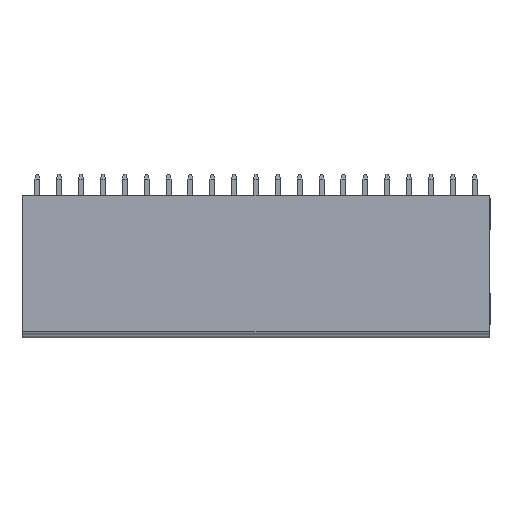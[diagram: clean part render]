
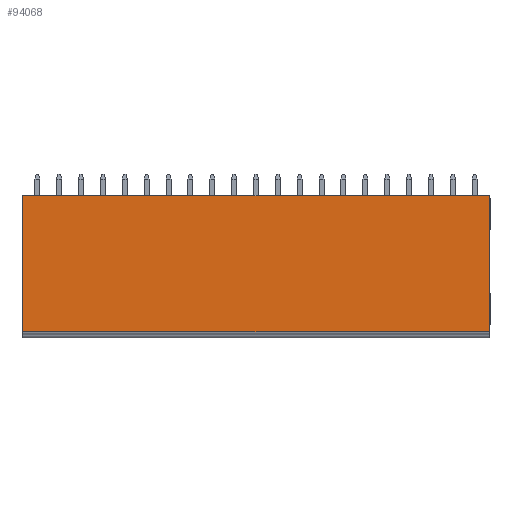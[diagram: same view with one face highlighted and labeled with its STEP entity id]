
A CAD part, top view. The second image highlights one B-rep face of the part: STEP entity #94068.
In plain terms, the highlighted planar face has unit normal (0, 0, 1).
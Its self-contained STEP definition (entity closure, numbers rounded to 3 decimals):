
#33617=DIRECTION('',(-1.,0.,0.));
#33618=VECTOR('',#33617,74.6);
#33619=CARTESIAN_POINT('',(-0.15,-10.3,9.2));
#33620=LINE('',#33619,#33618);
#33626=DIRECTION('',(0.,-1.,0.));
#33627=VECTOR('',#33626,21.7);
#33628=CARTESIAN_POINT('',(-74.75,11.4,9.2));
#33629=LINE('',#33628,#33627);
#33630=DIRECTION('',(-1.,0.,0.));
#33631=VECTOR('',#33630,74.6);
#33632=CARTESIAN_POINT('',(-0.15,11.4,9.2));
#33633=LINE('',#33632,#33631);
#33634=DIRECTION('',(0.,-1.,0.));
#33635=VECTOR('',#33634,21.7);
#33636=CARTESIAN_POINT('',(-0.15,11.4,9.2));
#33637=LINE('',#33636,#33635);
#40850=CARTESIAN_POINT('',(-0.15,11.4,9.2));
#40851=VERTEX_POINT('',#40850);
#40852=CARTESIAN_POINT('',(-0.15,-10.3,9.2));
#40853=VERTEX_POINT('',#40852);
#46470=CARTESIAN_POINT('',(-74.75,11.4,9.2));
#46471=VERTEX_POINT('',#46470);
#46472=CARTESIAN_POINT('',(-74.75,-10.3,9.2));
#46473=VERTEX_POINT('',#46472);
#94056=CARTESIAN_POINT('',(0.,11.4,9.2));
#94057=DIRECTION('',(0.,0.,1.));
#94058=DIRECTION('',(0.,-1.,0.));
#94059=AXIS2_PLACEMENT_3D('',#94056,#94057,#94058);
#94060=PLANE('',#94059);
#94061=ORIENTED_EDGE('',*,*,#70389,.F.);
#94063=ORIENTED_EDGE('',*,*,#94062,.F.);
#94064=ORIENTED_EDGE('',*,*,#93845,.T.);
#94065=ORIENTED_EDGE('',*,*,#94049,.T.);
#94066=EDGE_LOOP('',(#94061,#94063,#94064,#94065));
#94067=FACE_OUTER_BOUND('',#94066,.F.);
#94068=ADVANCED_FACE('',(#94067),#94060,.T.);
#70389=EDGE_CURVE('',#46471,#46473,#33629,.T.);
#93845=EDGE_CURVE('',#40851,#40853,#33637,.T.);
#94049=EDGE_CURVE('',#40853,#46473,#33620,.T.);
#94062=EDGE_CURVE('',#40851,#46471,#33633,.T.);
